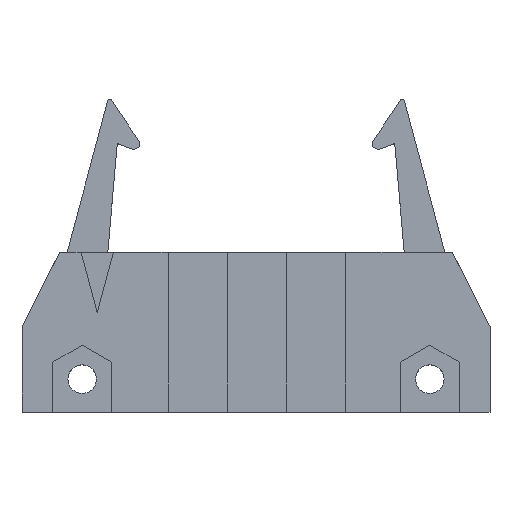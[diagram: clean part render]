
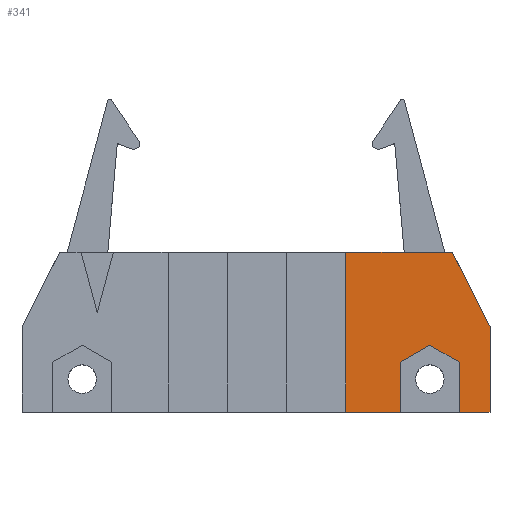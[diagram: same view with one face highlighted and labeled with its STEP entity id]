
A CAD part, top view. The second image highlights one B-rep face of the part: STEP entity #341.
In plain terms, the highlighted planar face has unit normal (0, 0, 1).
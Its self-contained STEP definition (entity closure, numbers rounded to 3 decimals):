
#341=ADVANCED_FACE('',(#1482),#1484,.F.);
#1482=FACE_BOUND('',#1483,.T.);
#1483=EDGE_LOOP('',(#2444,#2445,#2446,#2447,#2448,#2449,#2450,#2451,#2452,#2453));
#1484=PLANE('',#1485);
#1485=AXIS2_PLACEMENT_3D('',#1486,#1487,#1488);
#1486=CARTESIAN_POINT('',(0.,13.5,0.));
#1487=DIRECTION('',(0.,0.,-1.));
#1488=DIRECTION('',(-1.,0.,0.));
#2444=ORIENTED_EDGE('',*,*,#3017,.T.);
#2445=ORIENTED_EDGE('',*,*,#3018,.T.);
#2446=ORIENTED_EDGE('',*,*,#3019,.F.);
#2447=ORIENTED_EDGE('',*,*,#3020,.F.);
#2448=ORIENTED_EDGE('',*,*,#3021,.F.);
#2449=ORIENTED_EDGE('',*,*,#3022,.F.);
#2450=ORIENTED_EDGE('',*,*,#3023,.T.);
#2451=ORIENTED_EDGE('',*,*,#3024,.T.);
#2452=ORIENTED_EDGE('',*,*,#3025,.F.);
#2453=ORIENTED_EDGE('',*,*,#3002,.T.);
#3002=EDGE_CURVE('',#3309,#3307,#3310,.T.);
#3017=EDGE_CURVE('',#3307,#3337,#3338,.T.);
#3018=EDGE_CURVE('',#3337,#3339,#3340,.T.);
#3019=EDGE_CURVE('',#3341,#3339,#3342,.T.);
#3020=EDGE_CURVE('',#3343,#3341,#3344,.T.);
#3021=EDGE_CURVE('',#3345,#3343,#3346,.T.);
#3022=EDGE_CURVE('',#3347,#3345,#3348,.T.);
#3023=EDGE_CURVE('',#3347,#3349,#3350,.T.);
#3024=EDGE_CURVE('',#3349,#3351,#3352,.T.);
#3025=EDGE_CURVE('',#3309,#3351,#3353,.T.);
#3307=VERTEX_POINT('',#3840);
#3309=VERTEX_POINT('',#3844);
#3310=LINE('',#3845,#3846);
#3337=VERTEX_POINT('',#3905);
#3338=LINE('',#3906,#3907);
#3339=VERTEX_POINT('',#3909);
#3340=LINE('',#3910,#3911);
#3341=VERTEX_POINT('',#3913);
#3342=LINE('',#3914,#3915);
#3343=VERTEX_POINT('',#3917);
#3344=LINE('',#3918,#3919);
#3345=VERTEX_POINT('',#3921);
#3346=LINE('',#3922,#3923);
#3347=VERTEX_POINT('',#3925);
#3348=LINE('',#3926,#3927);
#3349=VERTEX_POINT('',#3929);
#3350=LINE('',#3930,#3931);
#3351=VERTEX_POINT('',#3933);
#3352=LINE('',#3934,#3935);
#3353=LINE('',#3937,#3938);
#3840=CARTESIAN_POINT('',(19.83,13.5,0.));
#3844=CARTESIAN_POINT('',(28.825,13.5,0.));
#3845=CARTESIAN_POINT('',(28.825,13.5,0.));
#3846=VECTOR('',#3847,1.);
#3847=DIRECTION('',(-1.,0.,0.));
#3905=CARTESIAN_POINT('',(19.83,0.,0.));
#3906=CARTESIAN_POINT('',(19.83,13.5,0.));
#3907=VECTOR('',#3908,1.);
#3908=DIRECTION('',(0.,-1.,0.));
#3909=CARTESIAN_POINT('',(24.444,0.,0.));
#3910=CARTESIAN_POINT('',(19.83,0.,0.));
#3911=VECTOR('',#3912,1.);
#3912=DIRECTION('',(1.,0.,0.));
#3913=CARTESIAN_POINT('',(24.444,4.224,0.));
#3914=CARTESIAN_POINT('',(24.444,4.224,0.));
#3915=VECTOR('',#3916,1.);
#3916=DIRECTION('',(0.,-1.,0.));
#3917=CARTESIAN_POINT('',(26.92,5.654,0.));
#3918=CARTESIAN_POINT('',(26.92,5.654,0.));
#3919=VECTOR('',#3920,1.);
#3920=DIRECTION('',(-0.866,-0.5,0.));
#3921=CARTESIAN_POINT('',(29.397,4.224,0.));
#3922=CARTESIAN_POINT('',(29.397,4.224,0.));
#3923=VECTOR('',#3924,1.);
#3924=DIRECTION('',(-0.866,0.5,0.));
#3925=CARTESIAN_POINT('',(29.397,0.,0.));
#3926=CARTESIAN_POINT('',(29.397,0.,0.));
#3927=VECTOR('',#3928,1.);
#3928=DIRECTION('',(0.,1.,0.));
#3929=CARTESIAN_POINT('',(32.,0.,0.));
#3930=CARTESIAN_POINT('',(29.397,0.,0.));
#3931=VECTOR('',#3932,1.);
#3932=DIRECTION('',(1.,0.,0.));
#3933=CARTESIAN_POINT('',(32.,7.239,0.));
#3934=CARTESIAN_POINT('',(32.,0.,0.));
#3935=VECTOR('',#3936,1.);
#3936=DIRECTION('',(0.,1.,0.));
#3937=CARTESIAN_POINT('',(28.825,13.5,0.));
#3938=VECTOR('',#3939,1.);
#3939=DIRECTION('',(0.452,-0.892,0.));
